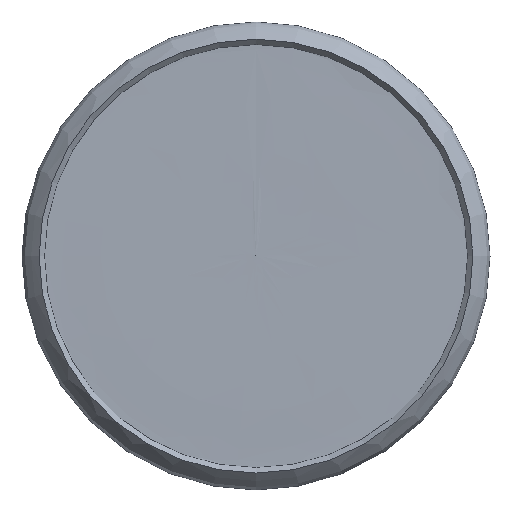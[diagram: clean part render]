
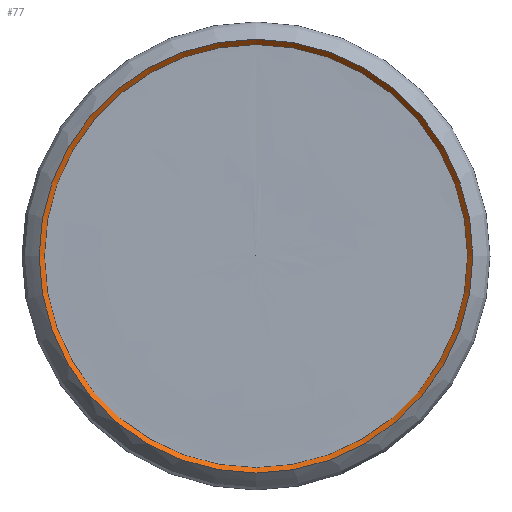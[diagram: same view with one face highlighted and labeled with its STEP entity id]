
A CAD part, top view. The second image highlights one B-rep face of the part: STEP entity #77.
In plain terms, the highlighted conical face has half-angle 45.47 degrees and reference radius 36.257 mm.
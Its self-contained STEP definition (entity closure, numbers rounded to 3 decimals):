
#20=LINE('',#451,#21);
#21=VECTOR('',#113,36.257);
#22=CONICAL_SURFACE('',#97,36.257,0.794);
#25=FACE_OUTER_BOUND('',#29,.T.);
#29=EDGE_LOOP('',(#62,#63,#64,#65,#66,#67));
#32=CIRCLE('',#95,35.812);
#33=CIRCLE('',#96,35.812);
#34=CIRCLE('',#98,36.703);
#35=CIRCLE('',#99,36.703);
#40=VERTEX_POINT('',#438);
#41=VERTEX_POINT('',#446);
#42=VERTEX_POINT('',#450);
#43=VERTEX_POINT('',#452);
#48=EDGE_CURVE('',#41,#40,#32,.T.);
#49=EDGE_CURVE('',#40,#41,#33,.T.);
#50=EDGE_CURVE('',#41,#42,#20,.T.);
#51=EDGE_CURVE('',#43,#42,#34,.T.);
#52=EDGE_CURVE('',#42,#43,#35,.T.);
#62=ORIENTED_EDGE('',*,*,#49,.T.);
#63=ORIENTED_EDGE('',*,*,#50,.T.);
#64=ORIENTED_EDGE('',*,*,#51,.F.);
#65=ORIENTED_EDGE('',*,*,#52,.F.);
#66=ORIENTED_EDGE('',*,*,#50,.F.);
#67=ORIENTED_EDGE('',*,*,#48,.T.);
#77=ADVANCED_FACE('',(#25),#22,.F.);
#95=AXIS2_PLACEMENT_3D('',#447,#107,#108);
#96=AXIS2_PLACEMENT_3D('',#448,#109,#110);
#97=AXIS2_PLACEMENT_3D('',#449,#111,#112);
#98=AXIS2_PLACEMENT_3D('',#453,#114,#115);
#99=AXIS2_PLACEMENT_3D('',#454,#116,#117);
#107=DIRECTION('center_axis',(0.,0.008,-1.));
#108=DIRECTION('ref_axis',(1.,0.,0.));
#109=DIRECTION('center_axis',(0.,0.008,-1.));
#110=DIRECTION('ref_axis',(1.,0.,0.));
#111=DIRECTION('center_axis',(0.,-0.008,1.));
#112=DIRECTION('ref_axis',(0.,1.,0.008));
#113=DIRECTION('',(0.,-0.719,0.695));
#114=DIRECTION('center_axis',(0.,0.008,-1.));
#115=DIRECTION('ref_axis',(1.,0.,0.));
#116=DIRECTION('center_axis',(0.,0.008,-1.));
#117=DIRECTION('ref_axis',(1.,0.,0.));
#438=CARTESIAN_POINT('',(0.,35.82,-0.884));
#446=CARTESIAN_POINT('',(0.,-35.801,-1.472));
#447=CARTESIAN_POINT('Origin',(0.,0.01,-1.178));
#448=CARTESIAN_POINT('Origin',(0.,0.01,-1.178));
#449=CARTESIAN_POINT('Origin',(0.,0.006,-0.739));
#450=CARTESIAN_POINT('',(0.,-36.699,-0.602));
#451=CARTESIAN_POINT('',(0.,-36.25,-1.037));
#452=CARTESIAN_POINT('',(0.,36.704,0.));
#453=CARTESIAN_POINT('Origin',(0.,0.002,-0.301));
#454=CARTESIAN_POINT('Origin',(0.,0.002,-0.301));
